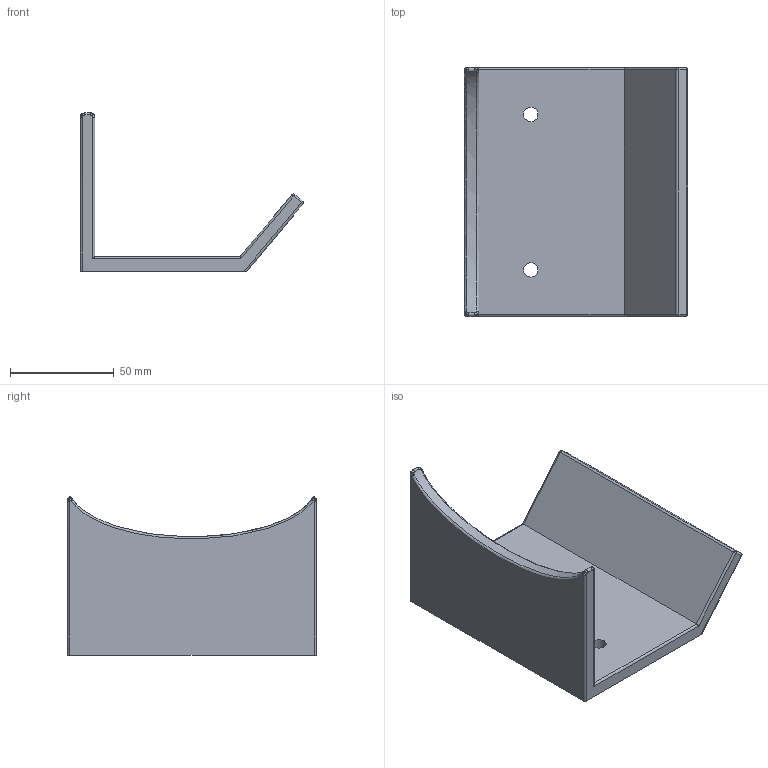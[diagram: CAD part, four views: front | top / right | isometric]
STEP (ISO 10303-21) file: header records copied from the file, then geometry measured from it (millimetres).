
FILE_DESCRIPTION(/* description */ (''),/* implementation_level */ '2;1');
FILE_NAME(/* name */ 'peg fixture.step',/* time_stamp */ '2023-11-17T22:28:59-08:00',/* author */ (''),/* organization */ (''),/* preprocessor_version */ 'ST-DEVELOPER v20',/* originating_system */ 'Autodesk Translation Framework v12.14.0.127',/* authorisation */ '');
FILE_SCHEMA (('AUTOMOTIVE_DESIGN { 1 0 10303 214 3 1 1 }'));
Length unit declared in the file: millimetre
Products named in the file (1): Fixture
Bounding box: 107.67 x 120 x 76.31 mm (x, y, z)
Volume: 146702.7 mm3; surface area: 46207.7 mm2
Topology: 1 solids, 1 shells, 58 faces, 140 edges, 84 vertices
Faces by surface type: bspline 27, cylinder 18, plane 9, sphere 4
Full cylindrical faces by diameter (mm): 7 x2
Entity records: 3717 total; most frequent: CARTESIAN_POINT 2446, ORIENTED_EDGE 280, DIRECTION 216, EDGE_CURVE 140, AXIS2_PLACEMENT_3D 88, VERTEX_POINT 84, EDGE_LOOP 62, FACE_OUTER_BOUND 58
